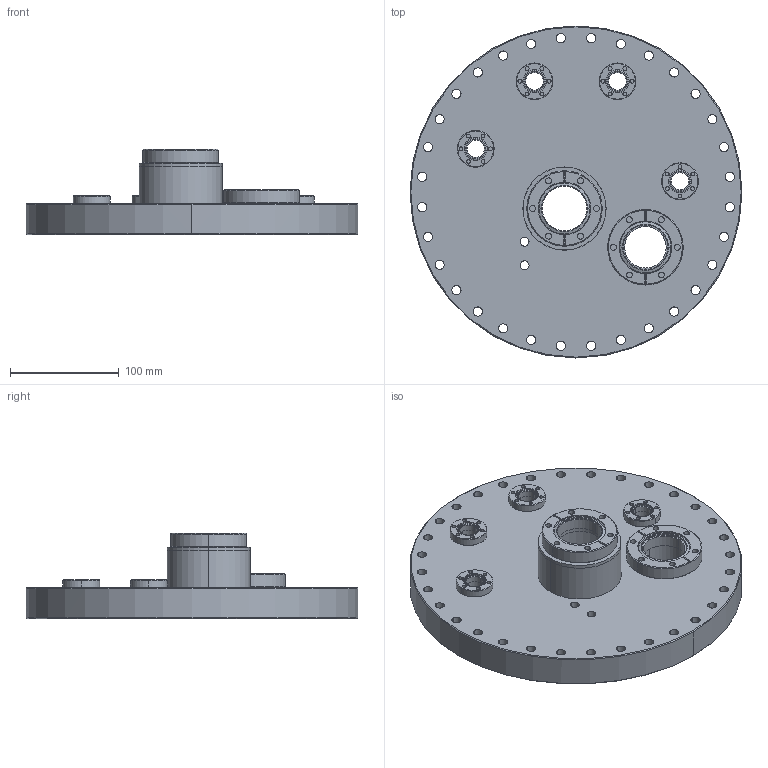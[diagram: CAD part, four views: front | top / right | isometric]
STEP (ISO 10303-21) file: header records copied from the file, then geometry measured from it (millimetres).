
FILE_DESCRIPTION (( 'STEP AP214' ), '1' );
FILE_NAME ('FM12.STEP', '2020-07-01T07:37:29', ( 'admin' ), ( 'Microsoft' ), 'SwSTEP 2.0', 'SolidWorks 2016', '' );
FILE_SCHEMA (( 'AUTOMOTIVE_DESIGN' ));
Length unit declared in the file: inch
Products named in the file (1): FM12
Bounding box: 304.8 x 304.8 x 78.61 mm (x, y, z)
Volume: 1890190.9 mm3; surface area: 263554.7 mm2
Topology: 9 solids, 9 shells, 350 faces, 883 edges, 551 vertices
Faces by surface type: cylinder 232, cone 48, torus 42, plane 28
Entity records: 15855 total; most frequent: DIRECTION 2107, CARTESIAN_POINT 2031, ORIENTED_EDGE 1754, AXIS2_PLACEMENT_3D 911, EDGE_CURVE 877, CIRCLE 560, VERTEX_POINT 551, EDGE_LOOP 524
